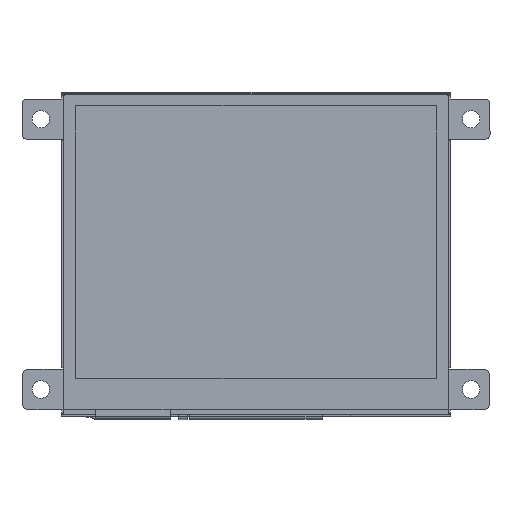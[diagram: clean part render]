
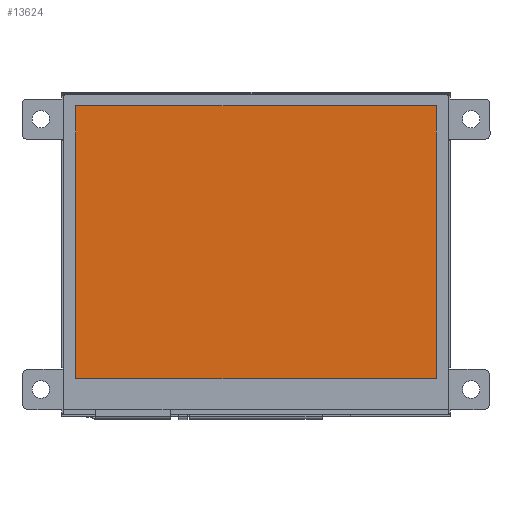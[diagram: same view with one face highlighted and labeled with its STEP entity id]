
A CAD part, top view. The second image highlights one B-rep face of the part: STEP entity #13624.
In plain terms, the highlighted planar face has unit normal (0, 0, 1).
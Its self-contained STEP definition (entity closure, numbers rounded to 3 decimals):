
#1115=FACE_OUTER_BOUND('',#1922,.T.);
#1922=EDGE_LOOP('',(#10934,#10935,#10936,#10937));
#3266=LINE('',#22102,#4837);
#3269=LINE('',#22108,#4840);
#3272=LINE('',#22114,#4843);
#3275=LINE('',#22118,#4846);
#4837=VECTOR('',#17716,10.);
#4840=VECTOR('',#17721,10.);
#4843=VECTOR('',#17726,10.);
#4846=VECTOR('',#17731,10.);
#6357=VERTEX_POINT('',#22099);
#6358=VERTEX_POINT('',#22101);
#6360=VERTEX_POINT('',#22107);
#6362=VERTEX_POINT('',#22113);
#7946=EDGE_CURVE('',#6358,#6357,#3266,.T.);
#7949=EDGE_CURVE('',#6360,#6358,#3269,.T.);
#7952=EDGE_CURVE('',#6362,#6360,#3272,.T.);
#7955=EDGE_CURVE('',#6357,#6362,#3275,.T.);
#10934=ORIENTED_EDGE('',*,*,#7955,.T.);
#10935=ORIENTED_EDGE('',*,*,#7952,.T.);
#10936=ORIENTED_EDGE('',*,*,#7949,.T.);
#10937=ORIENTED_EDGE('',*,*,#7946,.T.);
#12753=PLANE('',#14942);
#13624=ADVANCED_FACE('',(#1115),#12753,.T.);
#14942=AXIS2_PLACEMENT_3D('',#22120,#17734,#17735);
#17716=DIRECTION('',(0.,1.,0.));
#17721=DIRECTION('',(1.,0.,0.));
#17726=DIRECTION('',(0.,-1.,0.));
#17731=DIRECTION('',(-1.,0.,0.));
#17734=DIRECTION('center_axis',(0.,0.,1.));
#17735=DIRECTION('ref_axis',(1.,0.,0.));
#22099=CARTESIAN_POINT('',(87.996,69.313,0.7));
#22101=CARTESIAN_POINT('',(87.996,14.813,0.7));
#22102=CARTESIAN_POINT('',(87.996,69.313,0.7));
#22107=CARTESIAN_POINT('',(15.996,14.813,0.7));
#22108=CARTESIAN_POINT('',(87.996,14.813,0.7));
#22113=CARTESIAN_POINT('',(15.996,69.313,0.7));
#22114=CARTESIAN_POINT('',(15.996,14.813,0.7));
#22118=CARTESIAN_POINT('',(15.996,69.313,0.7));
#22120=CARTESIAN_POINT('Origin',(51.996,42.063,0.7));
